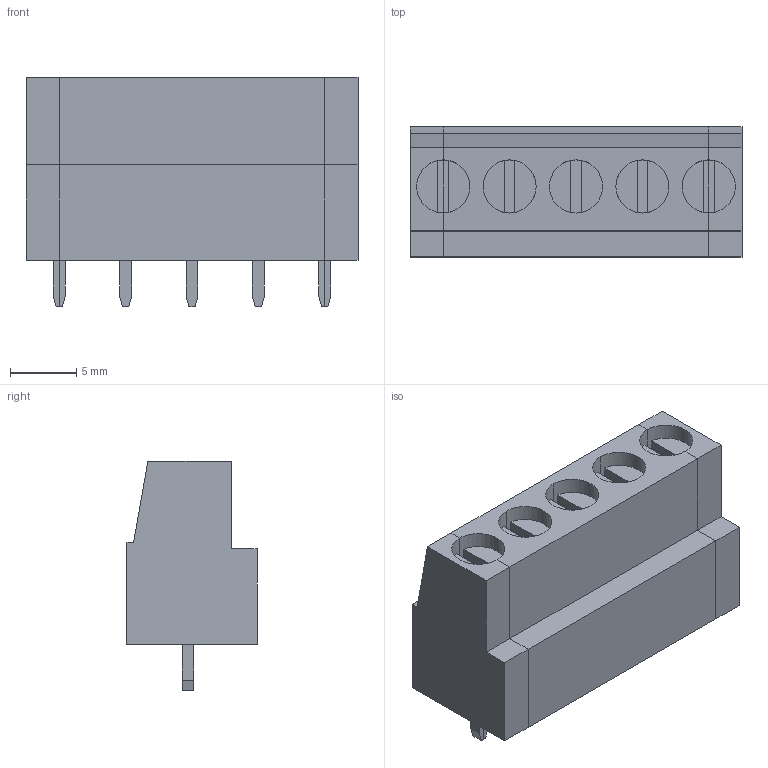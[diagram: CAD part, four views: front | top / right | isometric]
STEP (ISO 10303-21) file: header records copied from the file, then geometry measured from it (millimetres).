
FILE_DESCRIPTION(('STEP AP242'),'1');
FILE_NAME('691242710005.stp','2022-10-07T18:40:59',('TraceParts'),('TraceParts S.A.'),'Spatial InterOp 3D',' ',' ');
FILE_SCHEMA(('AP242_MANAGED_MODEL_BASED_3D_ENGINEERING_MIM_LF {1 0 10303 442 1 1 4}'));
Length unit declared in the file: millimetre
Products named in the file (1): 691242710005_1
Bounding box: 25 x 9.8 x 17.3 mm (x, y, z)
Volume: 2514.8 mm3; surface area: 2314.5 mm2
Topology: 3 solids, 3 shells, 224 faces, 598 edges, 392 vertices
Faces by surface type: plane 212, cylinder 12
Entity records: 8662 total; most frequent: CARTESIAN_POINT 1217, ORIENTED_EDGE 1196, DIRECTION 1096, EDGE_CURVE 598, LINE 554, VECTOR 554, VERTEX_POINT 392, AXIS2_PLACEMENT_3D 271
